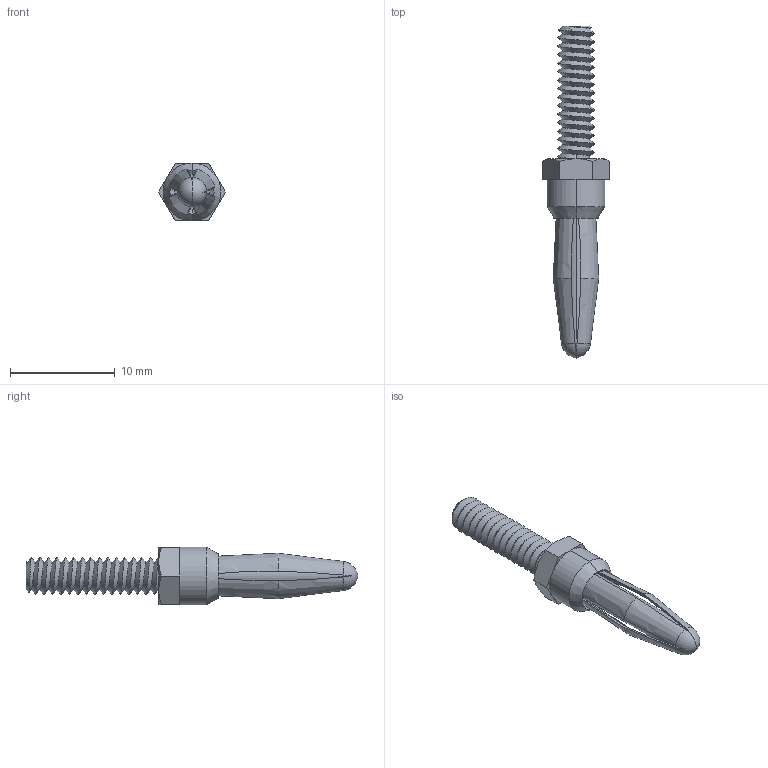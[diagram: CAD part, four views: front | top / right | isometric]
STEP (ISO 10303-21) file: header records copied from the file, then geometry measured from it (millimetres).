
FILE_DESCRIPTION (( 'STEP AP203' ), '1' );
FILE_NAME ('655.STEP', '2012-04-13T15:02:43', ( '' ), ( '' ), 'SwSTEP 2.0', 'SolidWorks 2009', '' );
FILE_SCHEMA (( 'CONFIG_CONTROL_DESIGN' ));
Length unit declared in the file: millimetre
Products named in the file (3): 655; F6072-4_for assembly; F655
Assembly tree (2 placements, depth 2):
  655
    F6072-4_for assembly
    F655
Bounding box: 6.39 x 31.75 x 5.54 mm (x, y, z)
Volume: 308.8 mm3; surface area: 785.6 mm2
Topology: 2 solids, 2 shells, 119 faces, 319 edges, 200 vertices
Faces by surface type: cylinder 52, cone 35, plane 16, bspline 10, torus 4, sphere 2
Entity records: 5988 total; most frequent: CARTESIAN_POINT 3146, ORIENTED_EDGE 626, DIRECTION 433, EDGE_CURVE 313, VERTEX_POINT 200, AXIS2_PLACEMENT_3D 178, EDGE_LOOP 121, FACE_OUTER_BOUND 119
